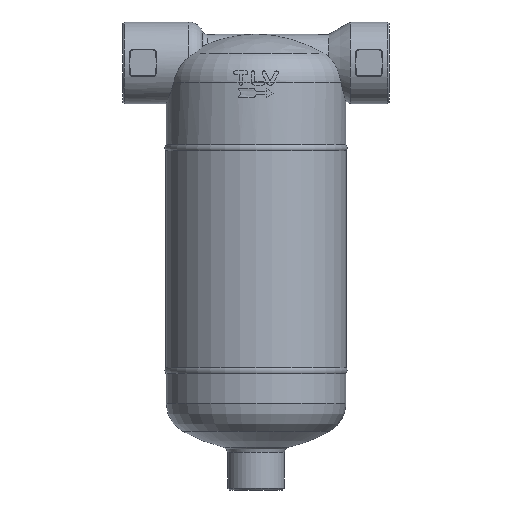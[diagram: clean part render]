
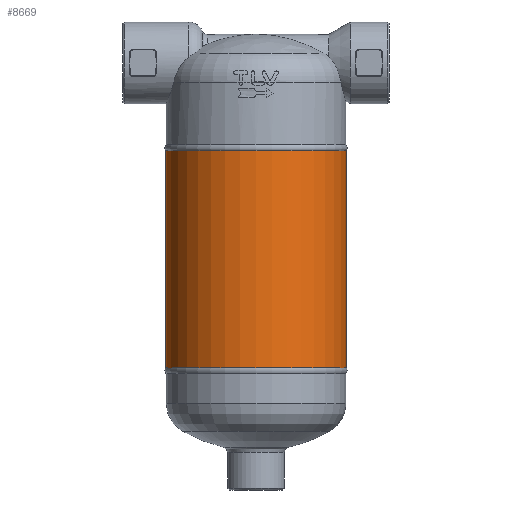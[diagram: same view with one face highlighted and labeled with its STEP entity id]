
A CAD part, front view. The second image highlights one B-rep face of the part: STEP entity #8669.
In plain terms, the highlighted cylindrical face has radius 50.8 mm (diameter 101.6 mm), a full revolution.
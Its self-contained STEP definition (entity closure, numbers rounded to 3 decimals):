
#8327=CARTESIAN_POINT('',(-50.8,0.,-123.739));
#8328=VERTEX_POINT('',#8327);
#8329=CARTESIAN_POINT('',(0.,0.0,-123.739));
#8330=DIRECTION('',(0.0,0.0,-1.0));
#8331=DIRECTION('',(1.0,0.0,0.0));
#8332=AXIS2_PLACEMENT_3D('',#8329,#8330,#8331);
#8333=CIRCLE('',#8332,50.8);
#8334=EDGE_CURVE('',#8328,#8328,#8333,.T.);
#8344=CARTESIAN_POINT('',(-50.8,0.,-1.761));
#8345=VERTEX_POINT('',#8344);
#8346=CARTESIAN_POINT('',(0.,0.0,-1.761));
#8347=DIRECTION('',(0.0,0.0,1.0));
#8348=DIRECTION('',(1.0,0.0,0.0));
#8349=AXIS2_PLACEMENT_3D('',#8346,#8347,#8348);
#8350=CIRCLE('',#8349,50.8);
#8351=EDGE_CURVE('',#8345,#8345,#8350,.T.);
#8658=CARTESIAN_POINT('',(0.,0.0,0.));
#8659=DIRECTION('',(0.,0.0,-1.0));
#8660=DIRECTION('',(1.0,0.0,0.0));
#8661=AXIS2_PLACEMENT_3D('',#8658,#8659,#8660);
#8662=CYLINDRICAL_SURFACE('',#8661,50.8);
#8663=ORIENTED_EDGE('',*,*,#8351,.F.);
#8664=EDGE_LOOP('',(#8663));
#8665=FACE_OUTER_BOUND('',#8664,.T.);
#8666=ORIENTED_EDGE('',*,*,#8334,.F.);
#8667=EDGE_LOOP('',(#8666));
#8668=FACE_BOUND('',#8667,.T.);
#8669=ADVANCED_FACE('',(#8665,#8668),#8662,.T.);
